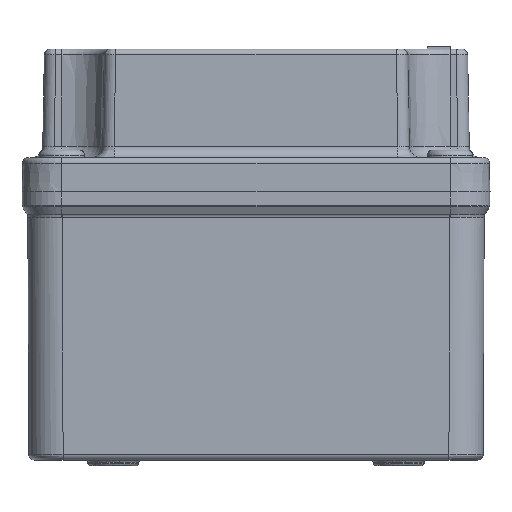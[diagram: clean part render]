
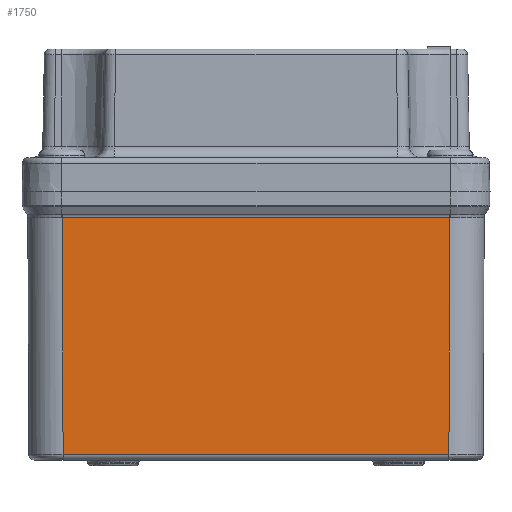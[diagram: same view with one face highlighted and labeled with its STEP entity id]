
A CAD part, left-side view. The second image highlights one B-rep face of the part: STEP entity #1750.
In plain terms, the highlighted planar face has unit normal (-1, 0, -0.004).
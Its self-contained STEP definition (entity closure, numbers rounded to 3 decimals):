
#1750=ADVANCED_FACE('',(#3072),#2754,.T.);
#2754=PLANE('',#16781);
#3072=FACE_OUTER_BOUND('',#4021,.T.);
#4021=EDGE_LOOP('',(#5891,#5892,#5893,#5894));
#5891=ORIENTED_EDGE('',*,*,#11771,.T.);
#5892=ORIENTED_EDGE('',*,*,#11772,.T.);
#5893=ORIENTED_EDGE('',*,*,#11773,.T.);
#5894=ORIENTED_EDGE('',*,*,#11774,.T.);
#10265=VERTEX_POINT('',#24457);
#10266=VERTEX_POINT('',#24458);
#10267=VERTEX_POINT('',#24460);
#10268=VERTEX_POINT('',#24462);
#11771=EDGE_CURVE('',#10265,#10266,#13934,.T.);
#11772=EDGE_CURVE('',#10266,#10267,#13935,.T.);
#11773=EDGE_CURVE('',#10267,#10268,#13936,.T.);
#11774=EDGE_CURVE('',#10268,#10265,#13937,.T.);
#13934=LINE('',#24456,#14821);
#13935=LINE('',#24459,#14822);
#13936=LINE('',#24461,#14823);
#13937=LINE('',#24463,#14824);
#14821=VECTOR('',#19120,1.);
#14822=VECTOR('',#19121,1.);
#14823=VECTOR('',#19122,1.);
#14824=VECTOR('',#19123,1.);
#16781=AXIS2_PLACEMENT_3D('',#24464,#19124,#19125);
#19120=DIRECTION('',(-0.004,-0.004,1.));
#19121=DIRECTION('',(0.,1.,0.));
#19122=DIRECTION('',(0.004,-0.004,-1.));
#19123=DIRECTION('',(0.,-1.,0.));
#19124=DIRECTION('',(-1.,0.,-0.004));
#19125=DIRECTION('',(-0.004,0.,1.));
#24456=CARTESIAN_POINT('',(-39.999,-33.999,-0.148));
#24457=CARTESIAN_POINT('',(-39.799,-33.799,-46.004));
#24458=CARTESIAN_POINT('',(-39.98,-33.98,-4.511));
#24459=CARTESIAN_POINT('',(-39.98,33.982,-4.511));
#24460=CARTESIAN_POINT('',(-39.98,33.98,-4.511));
#24461=CARTESIAN_POINT('',(-39.999,33.999,-0.148));
#24462=CARTESIAN_POINT('',(-39.799,33.799,-46.004));
#24463=CARTESIAN_POINT('',(-39.799,-33.795,-46.004));
#24464=CARTESIAN_POINT('',(-40.,0.,0.));
